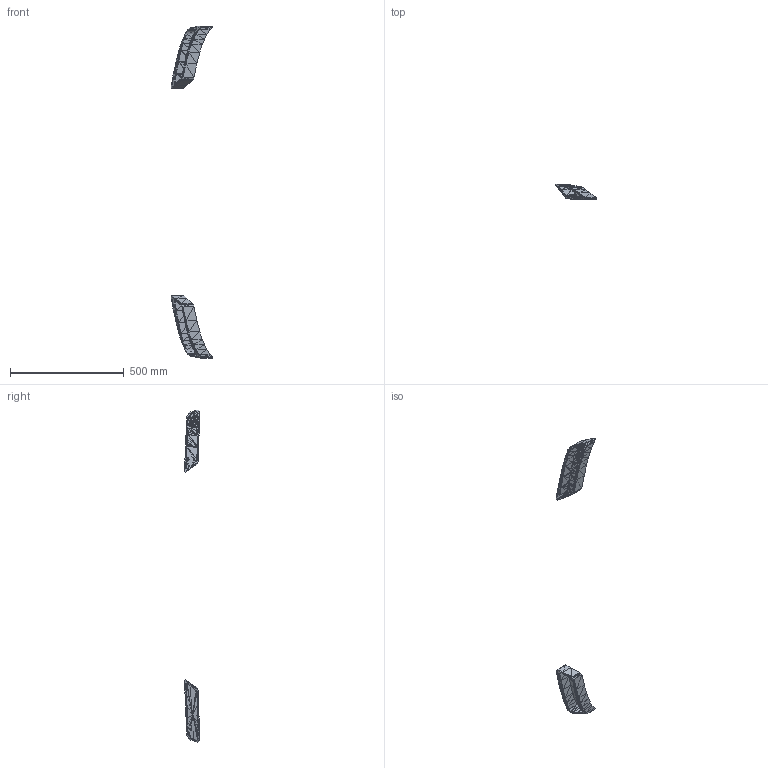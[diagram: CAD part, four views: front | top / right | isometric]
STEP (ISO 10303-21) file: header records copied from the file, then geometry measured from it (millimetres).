
FILE_DESCRIPTION (( 'STEP AP203' ), '1' );
FILE_NAME ('Exhaust_Default_sldprt.STEP', '2020-01-15T12:28:04', ( '' ), ( '' ), 'SwSTEP 2.0', 'SolidWorks 2017', '' );
FILE_SCHEMA (( 'CONFIG_CONTROL_DESIGN' ));
Length unit declared in the file: millimetre
Products named in the file (1): Exhaust_Default_sldprt
Bounding box: 181.47 x 66.04 x 1462.32 mm (x, y, z)
Surface area: 177244.6 mm2 (no closed solid volume)
Topology: 0 solids, 2 shells, 1167 faces, 1763 edges, 599 vertices
Faces by surface type: plane 1167
Entity records: 22936 total; most frequent: DIRECTION 4099, CARTESIAN_POINT 3530, ORIENTED_EDGE 3501, VECTOR 1763, EDGE_CURVE 1763, LINE 1763, AXIS2_PLACEMENT_3D 1168, EDGE_LOOP 1167
